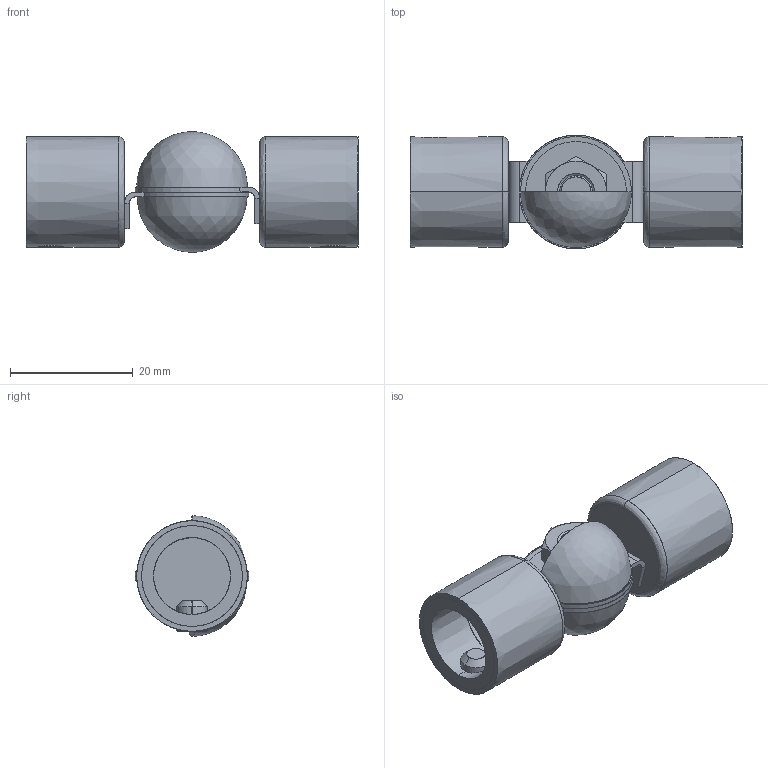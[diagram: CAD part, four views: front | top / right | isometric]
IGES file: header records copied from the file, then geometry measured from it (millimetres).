
Start section: SolidWorks IGES file using analytic representation for surfaces
Global section: file name: àðò. KRT352.IGS; native system: SolidWorks 2014; preprocessor: SolidWorks 2014; author: Àíäðåé; date: 140719.111324; units: millimetre
Bounding box: 54 x 18.49 x 19.6 mm (x, y, z)
Surface area: 10710.6 mm2 (no closed solid volume)
Topology: 0 solids, 0 shells, 274 faces, 3276 edges, 3272 vertices
Faces by surface type: revolution 188, bspline 86
